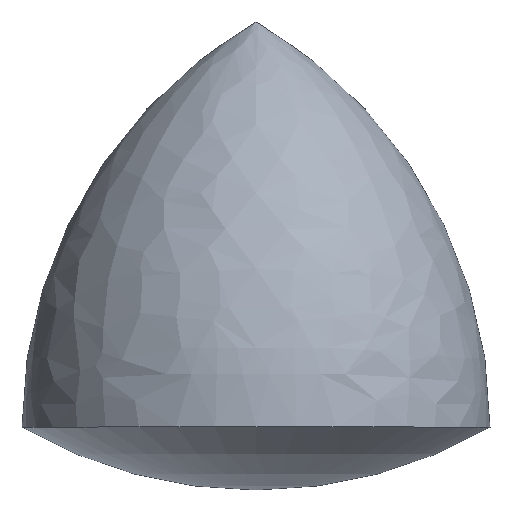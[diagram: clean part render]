
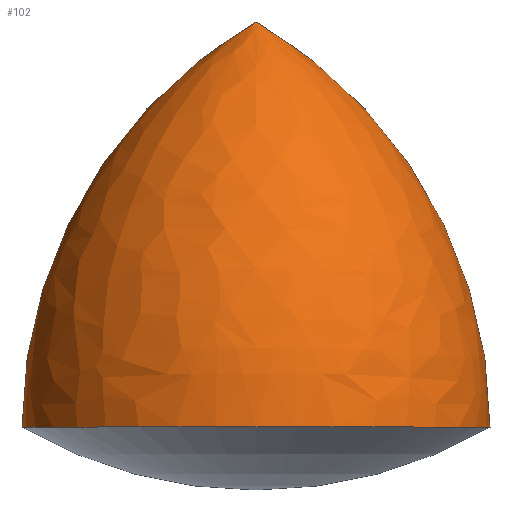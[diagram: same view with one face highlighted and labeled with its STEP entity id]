
A CAD part, top view. The second image highlights one B-rep face of the part: STEP entity #102.
In plain terms, the highlighted free-form (B-spline) face has degree [3, 3] with [7, 4] control points.
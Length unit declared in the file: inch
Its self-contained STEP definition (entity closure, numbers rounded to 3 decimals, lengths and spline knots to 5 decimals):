
#17=CARTESIAN_POINT('',(0.,-0.57735,0.));
#18=DIRECTION('',(0.,1.,0.));
#19=DIRECTION('',(-1.,0.,0.));
#20=AXIS2_PLACEMENT_3D('',#17,#18,#19);
#22=CARTESIAN_POINT('',(1.,-0.57735,0.));
#23=DIRECTION('',(0.,0.,1.));
#24=DIRECTION('',(-0.5,0.866,0.));
#25=AXIS2_PLACEMENT_3D('',#22,#23,#24);
#27=CARTESIAN_POINT('',(-1.,-0.57735,0.));
#28=DIRECTION('',(0.,0.,-1.));
#29=DIRECTION('',(0.5,0.866,0.));
#30=AXIS2_PLACEMENT_3D('',#27,#28,#29);
#32=CARTESIAN_POINT('',(0.,1.1547,0.));
#33=CARTESIAN_POINT('',(-1.,-0.57735,0.));
#34=VERTEX_POINT('',#32);
#35=VERTEX_POINT('',#33);
#38=CARTESIAN_POINT('',(1.,-0.57735,0.));
#39=VERTEX_POINT('',#38);
#66=CARTESIAN_POINT('',(-0.99759,-0.61924,
-0.06276));
#67=CARTESIAN_POINT('',(-1.01323,0.12878,
-0.06375));
#68=CARTESIAN_POINT('',(-0.64667,0.78061,
-0.04068));
#69=CARTESIAN_POINT('',(0.,1.1547,0.));
#70=CARTESIAN_POINT('',(-1.03621,-0.61924,
0.55115));
#71=CARTESIAN_POINT('',(-1.05246,0.12878,0.55979));
#72=CARTESIAN_POINT('',(-0.6717,0.78061,
0.35727));
#73=CARTESIAN_POINT('',(0.,1.1547,0.));
#74=CARTESIAN_POINT('',(-0.61513,-0.61924,
0.99956));
#75=CARTESIAN_POINT('',(-0.62477,0.12878,1.01523));
#76=CARTESIAN_POINT('',(-0.39874,0.78061,
0.64794));
#77=CARTESIAN_POINT('',(0.,1.1547,0.));
#78=CARTESIAN_POINT('',(0.,-0.61924,0.99956));
#79=CARTESIAN_POINT('',(0.,0.12878,1.01523));
#80=CARTESIAN_POINT('',(0.,0.78061,0.64794));
#81=CARTESIAN_POINT('',(0.,1.1547,0.));
#82=CARTESIAN_POINT('',(0.61513,-0.61924,
0.99956));
#83=CARTESIAN_POINT('',(0.62477,0.12878,1.01523));
#84=CARTESIAN_POINT('',(0.39874,0.78061,0.64794));
#85=CARTESIAN_POINT('',(0.,1.1547,0.));
#86=CARTESIAN_POINT('',(1.03621,-0.61924,0.55115));
#87=CARTESIAN_POINT('',(1.05246,0.12878,0.55979));
#88=CARTESIAN_POINT('',(0.6717,0.78061,0.35727));
#89=CARTESIAN_POINT('',(0.,1.1547,0.));
#90=CARTESIAN_POINT('',(0.99759,-0.61924,
-0.06276));
#91=CARTESIAN_POINT('',(1.01323,0.12878,-0.06375));
#92=CARTESIAN_POINT('',(0.64667,0.78061,
-0.04068));
#93=CARTESIAN_POINT('',(0.,1.1547,0.));
#94=(BOUNDED_SURFACE()B_SPLINE_SURFACE(3,3,((#66,#67,#68,#69),(#70,#71,#72,#73),
(#74,#75,#76,#77),(#78,#79,#80,#81),(#82,#83,#84,#85),(#86,#87,#88,#89),(#90,
#91,#92,#93)),.UNSPECIFIED.,.F.,.F.,.F.)B_SPLINE_SURFACE_WITH_KNOTS((4,3,4),(4,
4),(0.,1.,2.),(0.,1.),.UNSPECIFIED.)GEOMETRIC_REPRESENTATION_ITEM()RATIONAL_B_SPLINE_SURFACE(((1.276,1.158,1.158,
1.276),(1.008,0.914,0.914,
1.008),(1.008,0.914,0.914,
1.008),(1.276,1.158,1.158,
1.276),(1.008,0.914,0.914,
1.008),(1.008,0.914,0.914,
1.008),(1.276,1.158,1.158,
1.276)))REPRESENTATION_ITEM('')SURFACE());
#96=ORIENTED_EDGE('',*,*,#95,.F.);
#98=ORIENTED_EDGE('',*,*,#97,.T.);
#99=ORIENTED_EDGE('',*,*,#60,.F.);
#100=EDGE_LOOP('',(#96,#98,#99));
#101=FACE_OUTER_BOUND('',#100,.F.);
#102=ADVANCED_FACE('',(#101),#94,.T.);
#21=CIRCLE('',#20,1.);
#26=CIRCLE('',#25,2.);
#31=CIRCLE('',#30,2.);
#60=EDGE_CURVE('',#35,#39,#21,.T.);
#95=EDGE_CURVE('',#34,#35,#26,.T.);
#97=EDGE_CURVE('',#34,#39,#31,.T.);
